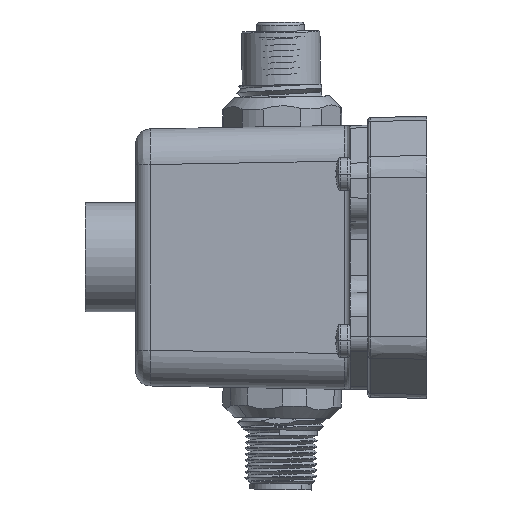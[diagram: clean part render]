
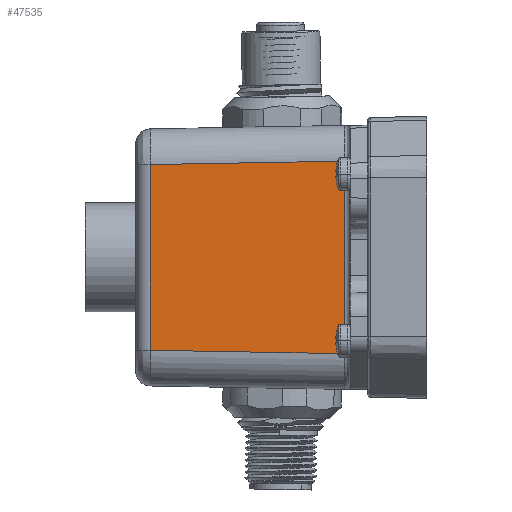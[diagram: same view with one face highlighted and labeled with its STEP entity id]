
A CAD part, left-side view. The second image highlights one B-rep face of the part: STEP entity #47535.
In plain terms, the highlighted planar face has unit normal (-1, 0.019, 0).
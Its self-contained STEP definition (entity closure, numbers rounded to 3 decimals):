
#1041=CARTESIAN_POINT('',(-57.907,4.981,
-16.164));
#1128=DIRECTION('',(0.,0.,-1.));
#1129=VECTOR('',#1128,32.328);
#1130=CARTESIAN_POINT('',(-57.907,4.981,16.164));
#1131=LINE('',#1130,#1129);
#1132=DIRECTION('',(0.019,1.,0.017));
#1133=VECTOR('',#1132,32.576);
#1134=CARTESIAN_POINT('',(-57.907,4.981,
-16.164));
#1135=LINE('',#1134,#1133);
#1136=DIRECTION('',(0.,0.,-1.));
#1137=VECTOR('',#1136,31.191);
#1138=CARTESIAN_POINT('',(-57.296,37.547,15.596));
#1139=LINE('',#1138,#1137);
#1140=DIRECTION('',(-0.019,-1.,0.017));
#1141=VECTOR('',#1140,32.576);
#1142=CARTESIAN_POINT('',(-57.296,37.547,15.596));
#1143=LINE('',#1142,#1141);
#42240=CARTESIAN_POINT('',(-57.296,37.547,
15.596));
#42241=CARTESIAN_POINT('',(-57.296,37.547,
-15.596));
#42242=VERTEX_POINT('',#42240);
#42243=VERTEX_POINT('',#42241);
#42299=VERTEX_POINT('',#1041);
#42301=CARTESIAN_POINT('',(-57.907,4.981,
16.164));
#42302=VERTEX_POINT('',#42301);
#47522=CARTESIAN_POINT('',(-57.25,40.,-22.25));
#47523=DIRECTION('',(-1.,0.019,0.));
#47524=DIRECTION('',(-0.019,-1.,0.));
#47525=AXIS2_PLACEMENT_3D('',#47522,#47523,#47524);
#47526=PLANE('',#47525);
#47527=ORIENTED_EDGE('',*,*,#47512,.T.);
#47528=ORIENTED_EDGE('',*,*,#47379,.T.);
#47530=ORIENTED_EDGE('',*,*,#47529,.F.);
#47532=ORIENTED_EDGE('',*,*,#47531,.T.);
#47533=EDGE_LOOP('',(#47527,#47528,#47530,#47532));
#47534=FACE_OUTER_BOUND('',#47533,.F.);
#47535=ADVANCED_FACE('',(#47534),#47526,.T.);
#47379=EDGE_CURVE('',#42299,#42243,#1135,.T.);
#47512=EDGE_CURVE('',#42302,#42299,#1131,.T.);
#47529=EDGE_CURVE('',#42242,#42243,#1139,.T.);
#47531=EDGE_CURVE('',#42242,#42302,#1143,.T.);
